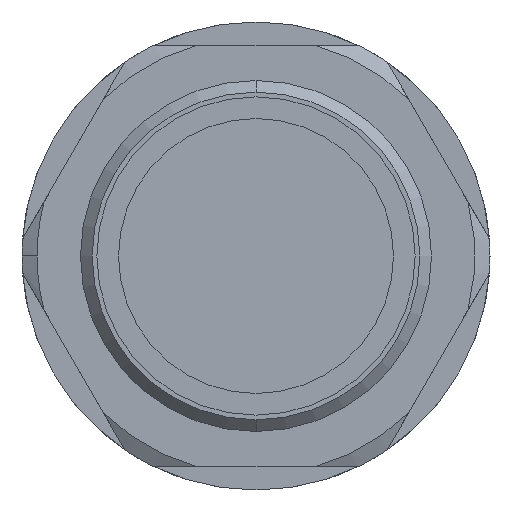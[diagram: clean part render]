
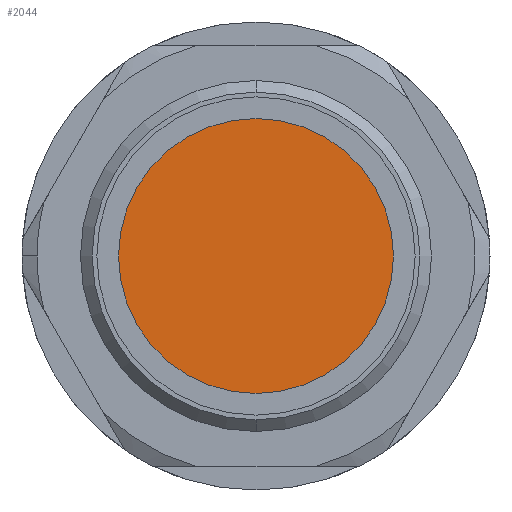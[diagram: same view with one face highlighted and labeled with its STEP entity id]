
A CAD part, left-side view. The second image highlights one B-rep face of the part: STEP entity #2044.
In plain terms, the highlighted planar face has unit normal (-1, 0, 0).
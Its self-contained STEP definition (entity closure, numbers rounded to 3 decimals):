
#96 = CARTESIAN_POINT ( 'NONE',  ( -0.99, 0., -11.75 ) ) ;
#353 = VERTEX_POINT ( 'NONE', #96 ) ;
#384 = AXIS2_PLACEMENT_3D ( 'NONE', #628, #1358, #2338 ) ;
#461 = EDGE_CURVE ( 'NONE', #353, #1628, #973, .T. ) ;
#548 = DIRECTION ( 'NONE',  ( 1., 0., 0. ) ) ;
#628 = CARTESIAN_POINT ( 'NONE',  ( -0.99, 0., 0. ) ) ;
#961 = FACE_OUTER_BOUND ( 'NONE', #1637, .T. ) ;
#973 = CIRCLE ( 'NONE', #384, 11.75 ) ;
#1067 = AXIS2_PLACEMENT_3D ( 'NONE', #2820, #1398, #3061 ) ;
#1358 = DIRECTION ( 'NONE',  ( 1., 0., 0. ) ) ;
#1398 = DIRECTION ( 'NONE',  ( 1., 0., 0. ) ) ;
#1530 = DIRECTION ( 'NONE',  ( 0., -1., 0. ) ) ;
#1628 = VERTEX_POINT ( 'NONE', #2664 ) ;
#1637 = EDGE_LOOP ( 'NONE', ( #2351, #2480 ) ) ;
#1759 = CARTESIAN_POINT ( 'NONE',  ( -0.99, 0., 0. ) ) ;
#1836 = EDGE_CURVE ( 'NONE', #1628, #353, #2613, .T. ) ;
#2044 = ADVANCED_FACE ( 'NONE', ( #961 ), #2594, .F. ) ;
#2338 = DIRECTION ( 'NONE',  ( 0., -1., 0. ) ) ;
#2351 = ORIENTED_EDGE ( 'NONE', *, *, #1836, .F. ) ;
#2480 = ORIENTED_EDGE ( 'NONE', *, *, #461, .F. ) ;
#2540 = AXIS2_PLACEMENT_3D ( 'NONE', #1759, #548, #1530 ) ;
#2594 = PLANE ( 'NONE',  #1067 ) ;
#2613 = CIRCLE ( 'NONE', #2540, 11.75 ) ;
#2664 = CARTESIAN_POINT ( 'NONE',  ( -0.99, 0., 11.75 ) ) ;
#2820 = CARTESIAN_POINT ( 'NONE',  ( -0.99, 0., 0. ) ) ;
#3061 = DIRECTION ( 'NONE',  ( 0., 0., -1. ) ) ;
